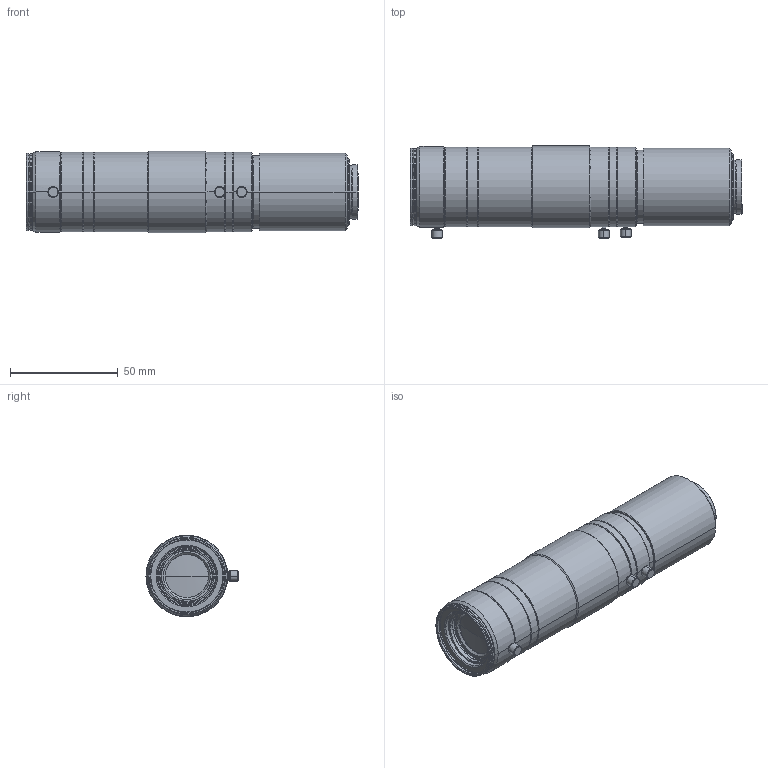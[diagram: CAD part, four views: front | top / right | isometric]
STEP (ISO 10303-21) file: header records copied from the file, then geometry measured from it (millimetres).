
FILE_DESCRIPTION (( 'STEP AP203' ), '1' );
FILE_NAME ('VSZ-0530.STEP', '2016-11-08T08:03:50', ( '' ), ( '' ), 'SwSTEP 2.0', 'SolidWorks 2016', '' );
FILE_SCHEMA (( 'CONFIG_CONTROL_DESIGN' ));
Length unit declared in the file: millimetre
Products named in the file (1): VSZ-0530
Bounding box: 154.29 x 42.8 x 38 mm (x, y, z)
Volume: 141349.2 mm3; surface area: 28292.1 mm2
Topology: 1 solids, 1 shells, 274 faces, 553 edges, 320 vertices
Faces by surface type: cone 146, cylinder 82, plane 42, sphere 4
Entity records: 7258 total; most frequent: DIRECTION 1405, CARTESIAN_POINT 1248, ORIENTED_EDGE 1106, AXIS2_PLACEMENT_3D 587, EDGE_CURVE 553, VERTEX_POINT 320, EDGE_LOOP 313, CIRCLE 312
